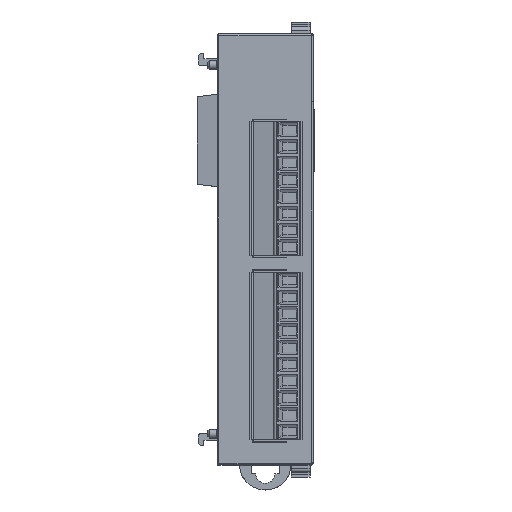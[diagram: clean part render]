
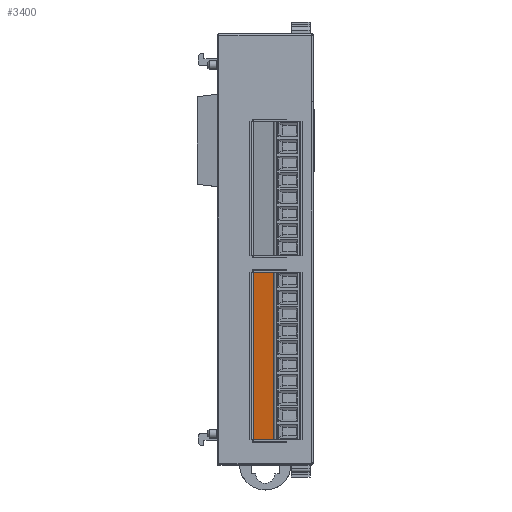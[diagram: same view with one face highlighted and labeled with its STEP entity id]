
A CAD part, top view. The second image highlights one B-rep face of the part: STEP entity #3400.
In plain terms, the highlighted planar face has unit normal (-0.208, 0, 0.978).
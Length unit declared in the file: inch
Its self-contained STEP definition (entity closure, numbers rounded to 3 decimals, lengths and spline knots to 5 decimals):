
#660 = CARTESIAN_POINT ( 'NONE',  ( 0.07007, 0.05399, 2.67323 ) ) ;
#3190 = EDGE_LOOP ( 'NONE', ( #48561, #36017, #37036, #28747 ) ) ;
#3400 = ADVANCED_FACE ( 'NONE', ( #9503 ), #81440, .T. ) ;
#4335 = CARTESIAN_POINT ( 'NONE',  ( -0.09725, -1.32396, 2.63766 ) ) ;
#8573 = DIRECTION ( 'NONE',  ( -0.208, 0., 0.978 ) ) ;
#9030 = CARTESIAN_POINT ( 'NONE',  ( 0.07007, 1.01856, 2.67323 ) ) ;
#9080 = CARTESIAN_POINT ( 'NONE',  ( -0.09725, 1.01856, 2.63766 ) ) ;
#9503 = FACE_OUTER_BOUND ( 'NONE', #3190, .T. ) ;
#10189 = VERTEX_POINT ( 'NONE', #60055 ) ;
#13022 = EDGE_CURVE ( 'NONE', #41976, #10189, #52052, .T. ) ;
#15593 = EDGE_CURVE ( 'NONE', #80113, #22746, #71359, .T. ) ;
#17006 = DIRECTION ( 'NONE',  ( -0.978, 0., -0.208 ) ) ;
#22746 = VERTEX_POINT ( 'NONE', #50718 ) ;
#22754 = VECTOR ( 'NONE', #66426, 39.37008 ) ;
#28747 = ORIENTED_EDGE ( 'NONE', *, *, #13022, .T. ) ;
#36017 = ORIENTED_EDGE ( 'NONE', *, *, #15593, .T. ) ;
#37036 = ORIENTED_EDGE ( 'NONE', *, *, #43895, .T. ) ;
#37311 = LINE ( 'NONE', #9080, #22754 ) ;
#39372 = VECTOR ( 'NONE', #43177, 39.37008 ) ;
#41237 = AXIS2_PLACEMENT_3D ( 'NONE', #9030, #8573, #17006 ) ;
#41976 = VERTEX_POINT ( 'NONE', #660 ) ;
#42188 = EDGE_CURVE ( 'NONE', #10189, #80113, #37311, .T. ) ;
#43177 = DIRECTION ( 'NONE',  ( -0.978, 0., -0.208 ) ) ;
#43895 = EDGE_CURVE ( 'NONE', #22746, #41976, #69582, .T. ) ;
#47963 = CARTESIAN_POINT ( 'NONE',  ( 0.07007, 1.01856, 2.67323 ) ) ;
#48561 = ORIENTED_EDGE ( 'NONE', *, *, #42188, .T. ) ;
#50718 = CARTESIAN_POINT ( 'NONE',  ( 0.07007, -1.32396, 2.67323 ) ) ;
#52052 = LINE ( 'NONE', #80736, #39372 ) ;
#60055 = CARTESIAN_POINT ( 'NONE',  ( -0.09725, 0.05399, 2.63766 ) ) ;
#62515 = DIRECTION ( 'NONE',  ( 0., 1., 0. ) ) ;
#65172 = VECTOR ( 'NONE', #73201, 39.37008 ) ;
#66426 = DIRECTION ( 'NONE',  ( 0., -1., 0. ) ) ;
#69582 = LINE ( 'NONE', #47963, #81292 ) ;
#71359 = LINE ( 'NONE', #72743, #65172 ) ;
#72743 = CARTESIAN_POINT ( 'NONE',  ( -0.09725, -1.32396, 2.63766 ) ) ;
#73201 = DIRECTION ( 'NONE',  ( 0.978, 0., 0.208 ) ) ;
#80113 = VERTEX_POINT ( 'NONE', #4335 ) ;
#80736 = CARTESIAN_POINT ( 'NONE',  ( 0.07007, 0.05399, 2.67323 ) ) ;
#81292 = VECTOR ( 'NONE', #62515, 39.37008 ) ;
#81440 = PLANE ( 'NONE',  #41237 ) ;
